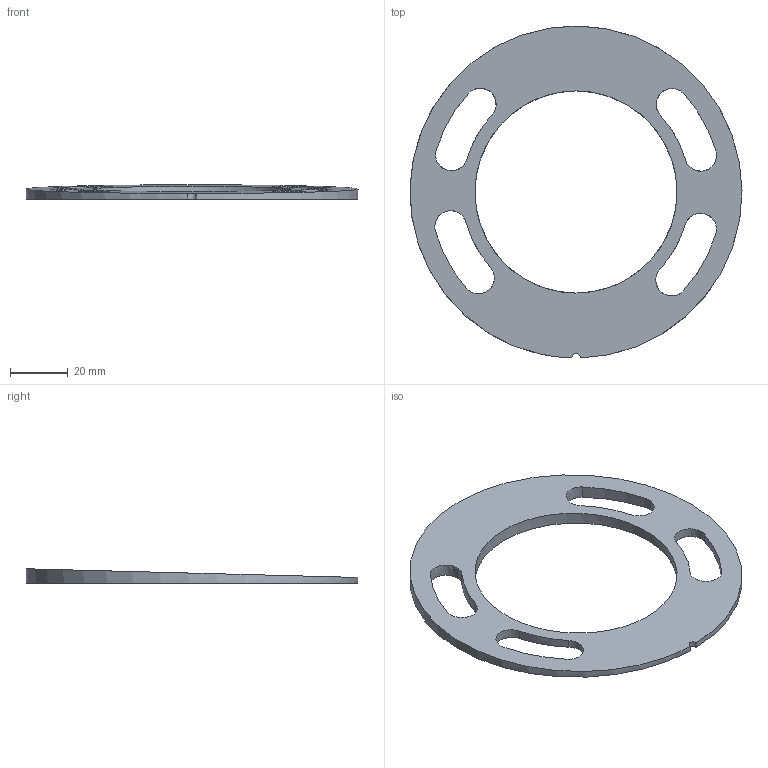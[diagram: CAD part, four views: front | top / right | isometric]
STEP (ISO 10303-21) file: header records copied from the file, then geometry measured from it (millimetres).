
FILE_DESCRIPTION(/* description */ (''),/* implementation_level */ '2;1');
FILE_NAME(/* name */ 'Gaetan_shims_1.5°_22.05.22.stp',/* time_stamp */ '2022-05-22T11:35:50+02:00',/* author */ (''),/* organization */ (''),/* preprocessor_version */ 'ST-DEVELOPER v18.1',/* originating_system */ 'SIEMENS PLM Software NX 1969',/* authorisation */ '');
FILE_SCHEMA (('AUTOMOTIVE_DESIGN { 1 0 10303 214 3 1 1 1 }'));
Length unit declared in the file: millimetre
Products named in the file (1): shims_1.5° DEG - modifs v2
Bounding box: 114.99 x 114.98 x 5 mm (x, y, z)
Volume: 18390.4 mm3; surface area: 13607.9 mm2
Topology: 1 solids, 1 shells, 21 faces, 58 edges, 39 vertices
Faces by surface type: extrusion 16, cylinder 3, plane 2
Full cylindrical faces by diameter (mm): 70 x1
Entity records: 912 total; most frequent: CARTESIAN_POINT 428, ORIENTED_EDGE 112, DIRECTION 58, EDGE_CURVE 56, VERTEX_POINT 38, VECTOR 34, EDGE_LOOP 32, ADVANCED_FACE 21
